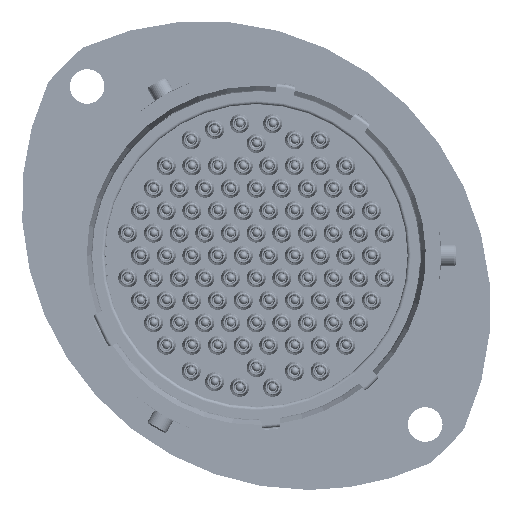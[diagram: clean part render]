
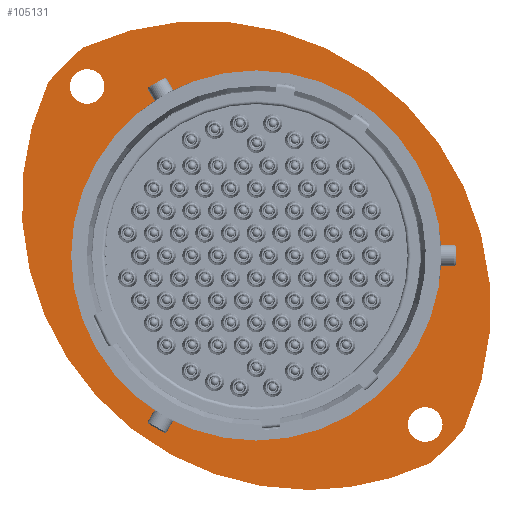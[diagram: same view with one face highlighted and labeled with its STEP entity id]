
A CAD part, left-side view. The second image highlights one B-rep face of the part: STEP entity #105131.
In plain terms, the highlighted planar face has unit normal (-1, 0, 0).
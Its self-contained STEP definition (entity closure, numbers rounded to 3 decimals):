
#302 = CARTESIAN_POINT ( 'NONE',  ( 78.89, 28.011, -34.729 ) ) ;
#1883 = AXIS2_PLACEMENT_3D ( 'NONE', #75442, #87420, #35967 ) ;
#3020 = CIRCLE ( 'NONE', #144722, 25.45 ) ;
#5689 = ORIENTED_EDGE ( 'NONE', *, *, #143418, .F. ) ;
#8096 = EDGE_CURVE ( 'NONE', #125001, #77826, #151333, .T. ) ;
#9373 = ORIENTED_EDGE ( 'NONE', *, *, #21657, .F. ) ;
#10002 = DIRECTION ( 'NONE',  ( 0., 0., -1. ) ) ;
#10052 = VERTEX_POINT ( 'NONE', #112840 ) ;
#10125 = DIRECTION ( 'NONE',  ( 0., 0., 1. ) ) ;
#14015 = DIRECTION ( 'NONE',  ( 0., 0., -1. ) ) ;
#16714 = AXIS2_PLACEMENT_3D ( 'NONE', #122447, #34627, #14015 ) ;
#18411 = EDGE_CURVE ( 'NONE', #150309, #10052, #136664, .T. ) ;
#19147 = EDGE_LOOP ( 'NONE', ( #66801, #143704, #41880, #33800, #153128 ) ) ;
#20811 = ORIENTED_EDGE ( 'NONE', *, *, #150454, .F. ) ;
#21657 = EDGE_CURVE ( 'NONE', #50947, #45320, #127110, .T. ) ;
#21869 = CARTESIAN_POINT ( 'NONE',  ( 78.89, 28.011, -34.729 ) ) ;
#23490 = AXIS2_PLACEMENT_3D ( 'NONE', #302, #155588, #86586 ) ;
#23991 = DIRECTION ( 'NONE',  ( 0., 0., -1. ) ) ;
#24472 = FACE_BOUND ( 'NONE', #113403, .T. ) ;
#27563 = DIRECTION ( 'NONE',  ( 0., 0., -1. ) ) ;
#28044 = CIRCLE ( 'NONE', #116653, 17.405 ) ;
#29074 = AXIS2_PLACEMENT_3D ( 'NONE', #92450, #68616, #137596 ) ;
#32712 = CIRCLE ( 'NONE', #90836, 27. ) ;
#33800 = ORIENTED_EDGE ( 'NONE', *, *, #8096, .T. ) ;
#34627 = DIRECTION ( 'NONE',  ( -1., 0., 0. ) ) ;
#34677 = CARTESIAN_POINT ( 'NONE',  ( 78.89, 28.409, -31.068 ) ) ;
#35967 = DIRECTION ( 'NONE',  ( 0., 0., -1. ) ) ;
#36201 = CARTESIAN_POINT ( 'NONE',  ( 78.89, 12.119, -50.621 ) ) ;
#37749 = ORIENTED_EDGE ( 'NONE', *, *, #138674, .F. ) ;
#38533 = ORIENTED_EDGE ( 'NONE', *, *, #18411, .F. ) ;
#41880 = ORIENTED_EDGE ( 'NONE', *, *, #85294, .T. ) ;
#43164 = DIRECTION ( 'NONE',  ( 0., 0., 1. ) ) ;
#44198 = DIRECTION ( 'NONE',  ( -1., 0., 0. ) ) ;
#45204 = DIRECTION ( 'NONE',  ( -1., 0., 0. ) ) ;
#45320 = VERTEX_POINT ( 'NONE', #105767 ) ;
#49428 = CIRCLE ( 'NONE', #16714, 1.625 ) ;
#50458 = AXIS2_PLACEMENT_3D ( 'NONE', #21869, #70149, #10002 ) ;
#50947 = VERTEX_POINT ( 'NONE', #84271 ) ;
#51494 = VERTEX_POINT ( 'NONE', #127002 ) ;
#52039 = CIRCLE ( 'NONE', #97697, 17.405 ) ;
#52079 = DIRECTION ( 'NONE',  ( 1., 0., 0. ) ) ;
#53064 = CARTESIAN_POINT ( 'NONE',  ( 78.89, 12.119, -68.026 ) ) ;
#56918 = CARTESIAN_POINT ( 'NONE',  ( 78.89, 12.119, -33.216 ) ) ;
#57095 = EDGE_CURVE ( 'NONE', #155943, #51494, #118195, .T. ) ;
#60551 = CIRCLE ( 'NONE', #50458, 1.625 ) ;
#61135 = CARTESIAN_POINT ( 'NONE',  ( 78.89, -3.774, -66.513 ) ) ;
#63845 = VERTEX_POINT ( 'NONE', #53064 ) ;
#65549 = EDGE_CURVE ( 'NONE', #88759, #63845, #28044, .T. ) ;
#66801 = ORIENTED_EDGE ( 'NONE', *, *, #124240, .T. ) ;
#68616 = DIRECTION ( 'NONE',  ( -1., 0., 0. ) ) ;
#70149 = DIRECTION ( 'NONE',  ( -1., 0., 0. ) ) ;
#70853 = AXIS2_PLACEMENT_3D ( 'NONE', #61135, #122851, #23991 ) ;
#75402 = AXIS2_PLACEMENT_3D ( 'NONE', #107386, #84359, #132634 ) ;
#75442 = CARTESIAN_POINT ( 'NONE',  ( 78.89, 7.169, -45.671 ) ) ;
#77826 = VERTEX_POINT ( 'NONE', #34677 ) ;
#78953 = CARTESIAN_POINT ( 'NONE',  ( 78.89, 31.672, -34.33 ) ) ;
#84271 = CARTESIAN_POINT ( 'NONE',  ( 78.89, 28.011, -36.354 ) ) ;
#84359 = DIRECTION ( 'NONE',  ( -1., 0., 0. ) ) ;
#85294 = EDGE_CURVE ( 'NONE', #51494, #125001, #3020, .T. ) ;
#86586 = DIRECTION ( 'NONE',  ( 0., 0., -1. ) ) ;
#87020 = CARTESIAN_POINT ( 'NONE',  ( 78.89, 29.524, -50.621 ) ) ;
#87420 = DIRECTION ( 'NONE',  ( -1., 0., 0. ) ) ;
#88759 = VERTEX_POINT ( 'NONE', #56918 ) ;
#89466 = EDGE_LOOP ( 'NONE', ( #131244, #37749 ) ) ;
#90836 = AXIS2_PLACEMENT_3D ( 'NONE', #150531, #45204, #117256 ) ;
#92246 = CARTESIAN_POINT ( 'NONE',  ( 78.89, 12.119, -50.621 ) ) ;
#92450 = CARTESIAN_POINT ( 'NONE',  ( 78.89, 12.119, -50.621 ) ) ;
#92510 = DIRECTION ( 'NONE',  ( 0., 0., 1. ) ) ;
#97697 = AXIS2_PLACEMENT_3D ( 'NONE', #36201, #156633, #10125 ) ;
#102832 = CARTESIAN_POINT ( 'NONE',  ( 78.89, 7.169, -72.671 ) ) ;
#105131 = ADVANCED_FACE ( 'NONE', ( #144100, #24472, #132190, #155247 ), #144920, .F. ) ;
#105220 = CARTESIAN_POINT ( 'NONE',  ( 78.89, 12.119, -50.621 ) ) ;
#105767 = CARTESIAN_POINT ( 'NONE',  ( 78.89, 28.011, -33.104 ) ) ;
#107386 = CARTESIAN_POINT ( 'NONE',  ( 78.89, 17.068, -55.571 ) ) ;
#112840 = CARTESIAN_POINT ( 'NONE',  ( 78.89, -3.774, -64.888 ) ) ;
#113403 = EDGE_LOOP ( 'NONE', ( #9373, #5689 ) ) ;
#116653 = AXIS2_PLACEMENT_3D ( 'NONE', #105220, #44198, #92510 ) ;
#117256 = DIRECTION ( 'NONE',  ( 0., 0., -1. ) ) ;
#117458 = EDGE_LOOP ( 'NONE', ( #38533, #20811 ) ) ;
#117597 = AXIS2_PLACEMENT_3D ( 'NONE', #87020, #52079, #27563 ) ;
#118039 = CARTESIAN_POINT ( 'NONE',  ( 78.89, -7.435, -66.911 ) ) ;
#118195 = CIRCLE ( 'NONE', #1883, 27. ) ;
#122447 = CARTESIAN_POINT ( 'NONE',  ( 78.89, -3.774, -66.513 ) ) ;
#122522 = CIRCLE ( 'NONE', #29074, 25.45 ) ;
#122851 = DIRECTION ( 'NONE',  ( -1., 0., 0. ) ) ;
#124240 = EDGE_CURVE ( 'NONE', #147934, #155943, #32712, .T. ) ;
#125001 = VERTEX_POINT ( 'NONE', #118039 ) ;
#127002 = CARTESIAN_POINT ( 'NONE',  ( 78.89, -4.172, -70.174 ) ) ;
#127110 = CIRCLE ( 'NONE', #23490, 1.625 ) ;
#131244 = ORIENTED_EDGE ( 'NONE', *, *, #65549, .F. ) ;
#132190 = FACE_BOUND ( 'NONE', #89466, .T. ) ;
#132450 = EDGE_CURVE ( 'NONE', #77826, #147934, #122522, .T. ) ;
#132634 = DIRECTION ( 'NONE',  ( 0., 0., -1. ) ) ;
#136664 = CIRCLE ( 'NONE', #70853, 1.625 ) ;
#137596 = DIRECTION ( 'NONE',  ( 0., 0., 1. ) ) ;
#138473 = CARTESIAN_POINT ( 'NONE',  ( 78.89, -3.774, -68.138 ) ) ;
#138674 = EDGE_CURVE ( 'NONE', #63845, #88759, #52039, .T. ) ;
#140539 = DIRECTION ( 'NONE',  ( -1., 0., 0. ) ) ;
#143418 = EDGE_CURVE ( 'NONE', #45320, #50947, #60551, .T. ) ;
#143704 = ORIENTED_EDGE ( 'NONE', *, *, #57095, .T. ) ;
#144100 = FACE_BOUND ( 'NONE', #117458, .T. ) ;
#144722 = AXIS2_PLACEMENT_3D ( 'NONE', #92246, #140539, #43164 ) ;
#144920 = PLANE ( 'NONE',  #117597 ) ;
#147934 = VERTEX_POINT ( 'NONE', #78953 ) ;
#150309 = VERTEX_POINT ( 'NONE', #138473 ) ;
#150454 = EDGE_CURVE ( 'NONE', #10052, #150309, #49428, .T. ) ;
#150531 = CARTESIAN_POINT ( 'NONE',  ( 78.89, 7.169, -45.671 ) ) ;
#151333 = CIRCLE ( 'NONE', #75402, 27. ) ;
#153128 = ORIENTED_EDGE ( 'NONE', *, *, #132450, .T. ) ;
#155247 = FACE_OUTER_BOUND ( 'NONE', #19147, .T. ) ;
#155588 = DIRECTION ( 'NONE',  ( -1., 0., 0. ) ) ;
#155943 = VERTEX_POINT ( 'NONE', #102832 ) ;
#156633 = DIRECTION ( 'NONE',  ( -1., 0., 0. ) ) ;
